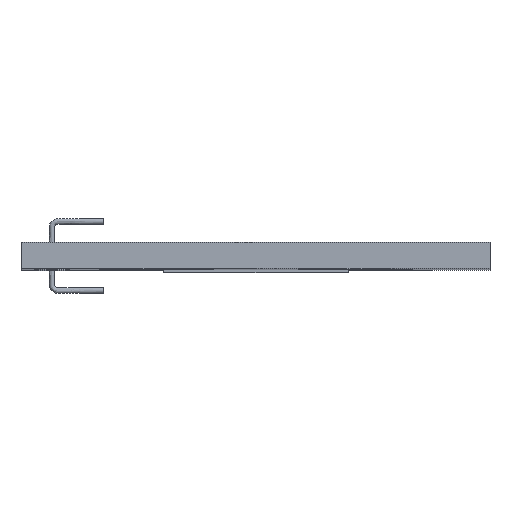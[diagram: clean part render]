
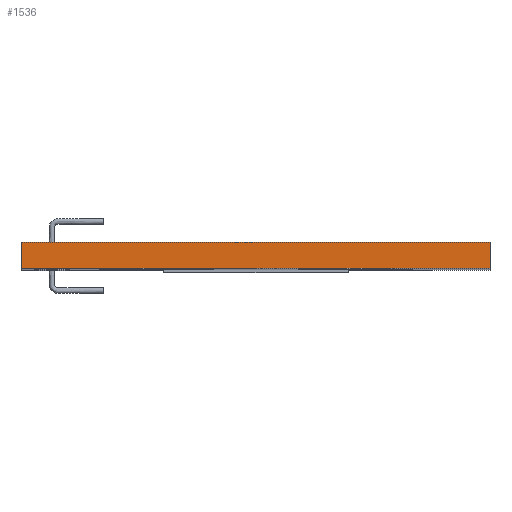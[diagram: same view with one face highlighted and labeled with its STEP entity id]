
A CAD part, top view. The second image highlights one B-rep face of the part: STEP entity #1536.
In plain terms, the highlighted planar face has unit normal (0, 0, 1).
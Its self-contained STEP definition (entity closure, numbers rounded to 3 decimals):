
#109=LINE('',#2334,#270);
#119=LINE('',#2363,#280);
#140=LINE('',#2427,#301);
#143=LINE('',#2432,#304);
#270=VECTOR('',#1859,1000.);
#280=VECTOR('',#1879,1000.);
#301=VECTOR('',#1924,1000.);
#304=VECTOR('',#1931,1000.);
#496=ORIENTED_EDGE('',*,*,#886,.F.);
#497=ORIENTED_EDGE('',*,*,#921,.F.);
#498=ORIENTED_EDGE('',*,*,#872,.T.);
#499=ORIENTED_EDGE('',*,*,#918,.T.);
#872=EDGE_CURVE('',#1090,#1088,#109,.T.);
#886=EDGE_CURVE('',#1103,#1100,#119,.T.);
#918=EDGE_CURVE('',#1088,#1100,#140,.T.);
#921=EDGE_CURVE('',#1090,#1103,#143,.T.);
#1088=VERTEX_POINT('',#2332);
#1090=VERTEX_POINT('',#2335);
#1100=VERTEX_POINT('',#2357);
#1103=VERTEX_POINT('',#2362);
#1277=EDGE_LOOP('',(#496,#497,#498,#499));
#1384=FACE_BOUND('',#1277,.T.);
#1480=PLANE('',#1705);
#1536=ADVANCED_FACE('',(#1384),#1480,.T.);
#1705=AXIS2_PLACEMENT_3D('',#2433,#1932,#1933);
#1859=DIRECTION('',(-1.,0.,0.));
#1879=DIRECTION('',(-1.,0.,0.));
#1924=DIRECTION('',(0.,-1.,0.));
#1931=DIRECTION('',(0.,-1.,0.));
#1932=DIRECTION('',(0.,0.,1.));
#1933=DIRECTION('',(1.,0.,0.));
#2332=CARTESIAN_POINT('',(-406.5,45.,1065.));
#2334=CARTESIAN_POINT('',(406.5,45.,1065.));
#2335=CARTESIAN_POINT('',(406.5,45.,1065.));
#2357=CARTESIAN_POINT('',(-406.5,0.,1065.));
#2362=CARTESIAN_POINT('',(406.5,0.,1065.));
#2363=CARTESIAN_POINT('',(406.5,0.,1065.));
#2427=CARTESIAN_POINT('',(-406.5,45.,1065.));
#2432=CARTESIAN_POINT('',(406.5,45.,1065.));
#2433=CARTESIAN_POINT('',(406.5,45.,1065.));
